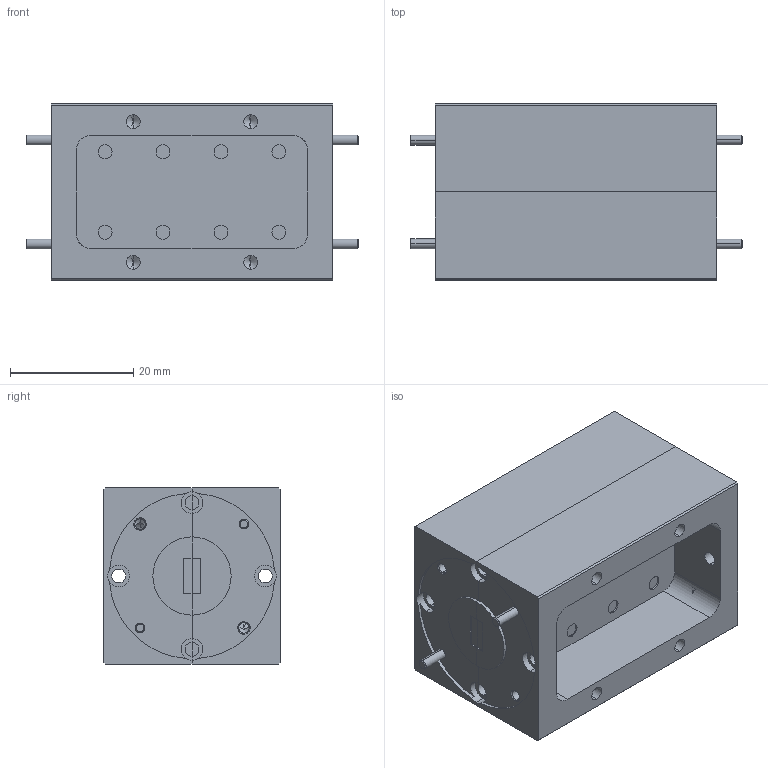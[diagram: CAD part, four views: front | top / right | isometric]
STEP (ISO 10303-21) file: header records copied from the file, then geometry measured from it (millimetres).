
FILE_DESCRIPTION (( 'STEP AP203' ), '1' );
FILE_NAME ('DMWF-22-101-LA1 df.STEP', '2019-06-20T17:09:12', ( '' ), ( '' ), 'SwSTEP 2.0', 'SolidWorks 2016', '' );
FILE_SCHEMA (( 'CONFIG_CONTROL_DESIGN' ));
Length unit declared in the file: inch
Products named in the file (1): DMWF-22-101-LA1 df
Bounding box: 53.85 x 28.57 x 28.57 mm (x, y, z)
Volume: 22512 mm3; surface area: 13265.6 mm2
Topology: 6 solids, 6 shells, 520 faces, 1212 edges, 726 vertices
Faces by surface type: plane 206, cylinder 172, cone 142
Entity records: 14959 total; most frequent: CARTESIAN_POINT 2881, DIRECTION 2664, ORIENTED_EDGE 2376, EDGE_CURVE 1188, AXIS2_PLACEMENT_3D 1025, VERTEX_POINT 726, LINE 614, VECTOR 614
